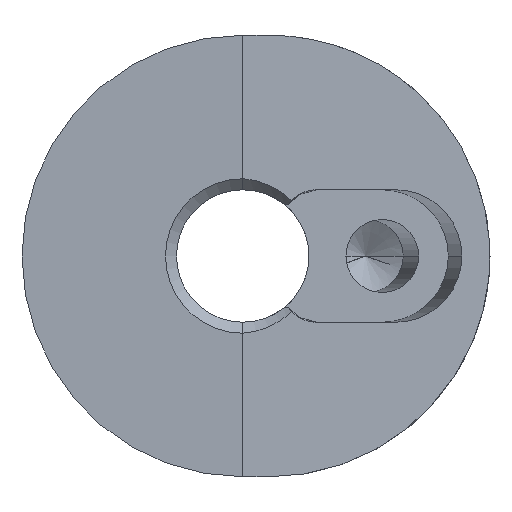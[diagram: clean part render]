
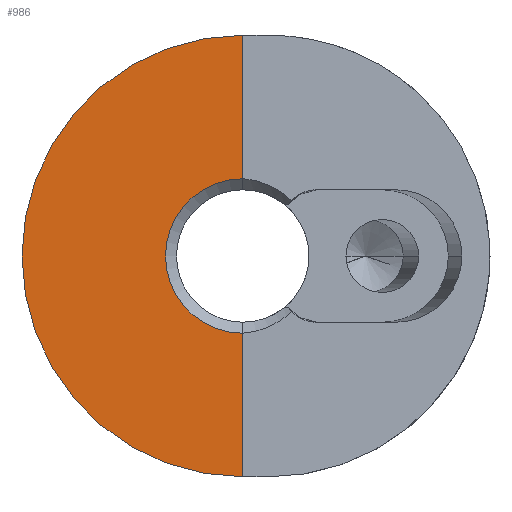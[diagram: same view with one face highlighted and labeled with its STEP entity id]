
A CAD part, left-side view. The second image highlights one B-rep face of the part: STEP entity #986.
In plain terms, the highlighted planar face has unit normal (-1, 0, 0).
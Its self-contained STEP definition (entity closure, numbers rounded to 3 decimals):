
#113 = DIRECTION ( 'NONE',  ( 0., 0., 1. ) ) ;
#148 = VECTOR ( 'NONE', #113, 1000. ) ;
#179 = CARTESIAN_POINT ( 'NONE',  ( 0., 0., 10. ) ) ;
#201 = VERTEX_POINT ( 'NONE', #401 ) ;
#207 = DIRECTION ( 'NONE',  ( 1., 0., 0. ) ) ;
#246 = CARTESIAN_POINT ( 'NONE',  ( 0., 0., 0. ) ) ;
#257 = CIRCLE ( 'NONE', #711, 3.5 ) ;
#275 = FACE_OUTER_BOUND ( 'NONE', #591, .T. ) ;
#332 = EDGE_CURVE ( 'NONE', #1287, #333, #1241, .T. ) ;
#333 = VERTEX_POINT ( 'NONE', #1555 ) ;
#401 = CARTESIAN_POINT ( 'NONE',  ( 0., 0., -3.5 ) ) ;
#441 = ORIENTED_EDGE ( 'NONE', *, *, #1154, .T. ) ;
#512 = EDGE_CURVE ( 'NONE', #333, #201, #1435, .T. ) ;
#518 = ORIENTED_EDGE ( 'NONE', *, *, #332, .T. ) ;
#565 = DIRECTION ( 'NONE',  ( -1., 0., 0. ) ) ;
#591 = EDGE_LOOP ( 'NONE', ( #518, #1563, #1124, #441 ) ) ;
#680 = VERTEX_POINT ( 'NONE', #942 ) ;
#711 = AXIS2_PLACEMENT_3D ( 'NONE', #1759, #565, #959 ) ;
#748 = CARTESIAN_POINT ( 'NONE',  ( 0., 0., 0. ) ) ;
#811 = EDGE_CURVE ( 'NONE', #680, #201, #257, .T. ) ;
#827 = DIRECTION ( 'NONE',  ( 0., 0., 1. ) ) ;
#829 = LINE ( 'NONE', #1600, #148 ) ;
#838 = AXIS2_PLACEMENT_3D ( 'NONE', #1133, #1137, #1151 ) ;
#880 = PLANE ( 'NONE',  #1486 ) ;
#942 = CARTESIAN_POINT ( 'NONE',  ( 0., 0., 3.5 ) ) ;
#959 = DIRECTION ( 'NONE',  ( 0., 0., 1. ) ) ;
#986 = ADVANCED_FACE ( 'NONE', ( #275 ), #880, .F. ) ;
#1042 = VECTOR ( 'NONE', #827, 1000. ) ;
#1124 = ORIENTED_EDGE ( 'NONE', *, *, #811, .F. ) ;
#1133 = CARTESIAN_POINT ( 'NONE',  ( 0., 0., 0. ) ) ;
#1137 = DIRECTION ( 'NONE',  ( -1., 0., 0. ) ) ;
#1151 = DIRECTION ( 'NONE',  ( 0., 0., 1. ) ) ;
#1154 = EDGE_CURVE ( 'NONE', #680, #1287, #829, .T. ) ;
#1159 = DIRECTION ( 'NONE',  ( 0., 0., -1. ) ) ;
#1241 = CIRCLE ( 'NONE', #838, 10. ) ;
#1287 = VERTEX_POINT ( 'NONE', #179 ) ;
#1435 = LINE ( 'NONE', #246, #1042 ) ;
#1486 = AXIS2_PLACEMENT_3D ( 'NONE', #748, #207, #1159 ) ;
#1555 = CARTESIAN_POINT ( 'NONE',  ( 0., 0., -10. ) ) ;
#1563 = ORIENTED_EDGE ( 'NONE', *, *, #512, .T. ) ;
#1600 = CARTESIAN_POINT ( 'NONE',  ( 0., 0., 0. ) ) ;
#1759 = CARTESIAN_POINT ( 'NONE',  ( 0., 0., 0. ) ) ;
